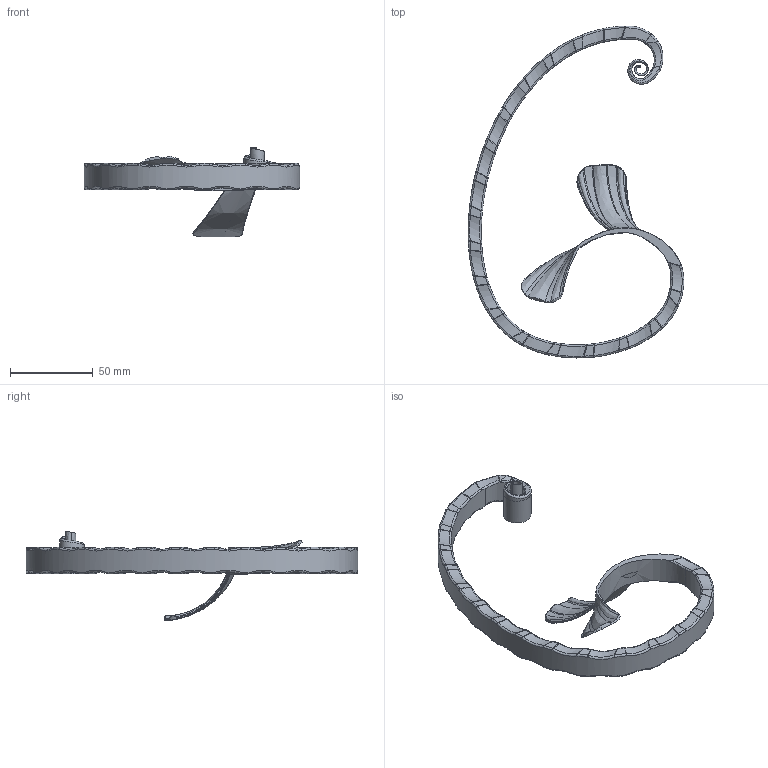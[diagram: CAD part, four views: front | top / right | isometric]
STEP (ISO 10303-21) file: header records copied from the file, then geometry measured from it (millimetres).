
FILE_DESCRIPTION (( 'STEP AP203' ), '1' );
FILE_NAME ('4527.step', '2015-09-17T14:59:08', ( '' ), ( '' ), 'SwSTEP 2.0', 'SolidWorks 2015', '' );
FILE_SCHEMA (( 'CONFIG_CONTROL_DESIGN' ));
Length unit declared in the file: millimetre
Products named in the file (1): 4527
Bounding box: 130 x 200 x 54.19 mm (x, y, z)
Volume: 55404.7 mm3; surface area: 27203.8 mm2
Topology: 1 solids, 1 shells, 565 faces, 1217 edges, 643 vertices
Faces by surface type: bspline 240, sphere 172, cylinder 113, plane 40
Entity records: 29247 total; most frequent: CARTESIAN_POINT 18822, ORIENTED_EDGE 2410, DIRECTION 1828, EDGE_CURVE 1205, AXIS2_PLACEMENT_3D 833, VERTEX_POINT 643, EDGE_LOOP 566, ADVANCED_FACE 565
